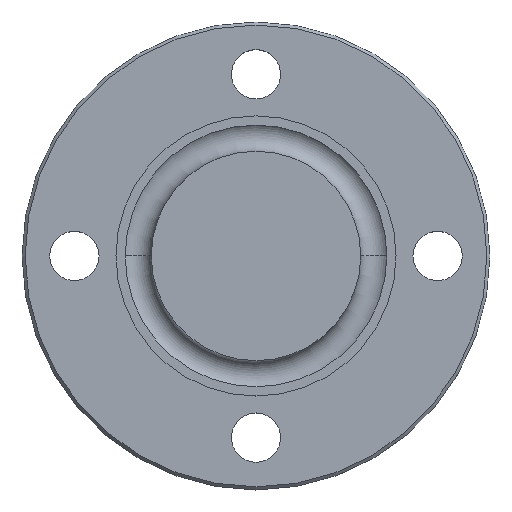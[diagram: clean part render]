
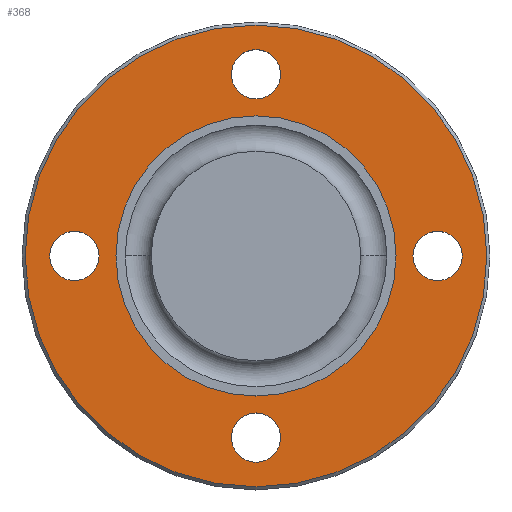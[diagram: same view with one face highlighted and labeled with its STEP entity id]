
A CAD part, top view. The second image highlights one B-rep face of the part: STEP entity #368.
In plain terms, the highlighted planar face has unit normal (0, 0, 1).
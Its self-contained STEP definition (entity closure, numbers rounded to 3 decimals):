
#1 = DIRECTION ( 'NONE',  ( 0., 0., 1. ) ) ;
#6 = VERTEX_POINT ( 'NONE', #654 ) ;
#22 = EDGE_CURVE ( 'NONE', #597, #609, #720, .T. ) ;
#29 = VERTEX_POINT ( 'NONE', #374 ) ;
#30 = CIRCLE ( 'NONE', #128, 4. ) ;
#43 = EDGE_LOOP ( 'NONE', ( #733, #711 ) ) ;
#52 = EDGE_LOOP ( 'NONE', ( #218, #291 ) ) ;
#57 = CIRCLE ( 'NONE', #271, 37.5 ) ;
#58 = CIRCLE ( 'NONE', #536, 37.5 ) ;
#64 = ORIENTED_EDGE ( 'NONE', *, *, #139, .F. ) ;
#79 = DIRECTION ( 'NONE',  ( 0., 1., 0. ) ) ;
#84 = CARTESIAN_POINT ( 'NONE',  ( -29.5, 0., 10. ) ) ;
#100 = ORIENTED_EDGE ( 'NONE', *, *, #719, .F. ) ;
#103 = AXIS2_PLACEMENT_3D ( 'NONE', #460, #135, #701 ) ;
#107 = DIRECTION ( 'NONE',  ( 1., 0., 0. ) ) ;
#112 = EDGE_CURVE ( 'NONE', #548, #633, #30, .T. ) ;
#121 = EDGE_LOOP ( 'NONE', ( #64, #234 ) ) ;
#124 = VERTEX_POINT ( 'NONE', #175 ) ;
#128 = AXIS2_PLACEMENT_3D ( 'NONE', #604, #305, #411 ) ;
#131 = DIRECTION ( 'NONE',  ( 1., 0., 0. ) ) ;
#135 = DIRECTION ( 'NONE',  ( 0., 0., 1. ) ) ;
#138 = FACE_BOUND ( 'NONE', #43, .T. ) ;
#139 = EDGE_CURVE ( 'NONE', #618, #558, #625, .T. ) ;
#149 = AXIS2_PLACEMENT_3D ( 'NONE', #730, #1, #552 ) ;
#152 = EDGE_LOOP ( 'NONE', ( #573, #100 ) ) ;
#154 = CARTESIAN_POINT ( 'NONE',  ( 22.75, 0., 10. ) ) ;
#175 = CARTESIAN_POINT ( 'NONE',  ( -29.5, -4., 10. ) ) ;
#185 = DIRECTION ( 'NONE',  ( 0., 0., 1. ) ) ;
#188 = DIRECTION ( 'NONE',  ( 0., 0., 1. ) ) ;
#200 = FACE_BOUND ( 'NONE', #152, .T. ) ;
#202 = AXIS2_PLACEMENT_3D ( 'NONE', #324, #438, #503 ) ;
#205 = CIRCLE ( 'NONE', #590, 4. ) ;
#218 = ORIENTED_EDGE ( 'NONE', *, *, #640, .F. ) ;
#220 = DIRECTION ( 'NONE',  ( 0., 0., 1. ) ) ;
#226 = CARTESIAN_POINT ( 'NONE',  ( 29.5, 4., 10. ) ) ;
#233 = AXIS2_PLACEMENT_3D ( 'NONE', #468, #188, #406 ) ;
#234 = ORIENTED_EDGE ( 'NONE', *, *, #360, .F. ) ;
#238 = CARTESIAN_POINT ( 'NONE',  ( 0., 29.5, 10. ) ) ;
#241 = FACE_BOUND ( 'NONE', #52, .T. ) ;
#246 = AXIS2_PLACEMENT_3D ( 'NONE', #612, #617, #725 ) ;
#251 = PLANE ( 'NONE',  #600 ) ;
#270 = CIRCLE ( 'NONE', #233, 4. ) ;
#271 = AXIS2_PLACEMENT_3D ( 'NONE', #376, #667, #107 ) ;
#275 = CARTESIAN_POINT ( 'NONE',  ( 4., -29.5, 10. ) ) ;
#285 = CARTESIAN_POINT ( 'NONE',  ( 0., 0., 10. ) ) ;
#291 = ORIENTED_EDGE ( 'NONE', *, *, #509, .F. ) ;
#297 = DIRECTION ( 'NONE',  ( 0., 0., 1. ) ) ;
#304 = ORIENTED_EDGE ( 'NONE', *, *, #643, .T. ) ;
#305 = DIRECTION ( 'NONE',  ( 0., 0., 1. ) ) ;
#315 = CARTESIAN_POINT ( 'NONE',  ( -4., 29.5, 10. ) ) ;
#318 = EDGE_CURVE ( 'NONE', #124, #354, #205, .T. ) ;
#324 = CARTESIAN_POINT ( 'NONE',  ( 0., 0., 10. ) ) ;
#333 = DIRECTION ( 'NONE',  ( 0., 0., 1. ) ) ;
#344 = DIRECTION ( 'NONE',  ( 0., 0., 1. ) ) ;
#349 = FACE_BOUND ( 'NONE', #515, .T. ) ;
#350 = AXIS2_PLACEMENT_3D ( 'NONE', #238, #344, #469 ) ;
#354 = VERTEX_POINT ( 'NONE', #523 ) ;
#356 = CIRCLE ( 'NONE', #149, 22.75 ) ;
#360 = EDGE_CURVE ( 'NONE', #558, #618, #270, .T. ) ;
#368 = ADVANCED_FACE ( 'NONE', ( #138, #349, #591, #241, #200, #592 ), #251, .F. ) ;
#374 = CARTESIAN_POINT ( 'NONE',  ( -37.5, 0., 10. ) ) ;
#376 = CARTESIAN_POINT ( 'NONE',  ( 0., 0., 10. ) ) ;
#377 = VERTEX_POINT ( 'NONE', #721 ) ;
#390 = ORIENTED_EDGE ( 'NONE', *, *, #112, .F. ) ;
#398 = CIRCLE ( 'NONE', #525, 4. ) ;
#406 = DIRECTION ( 'NONE',  ( 0., -1., 0. ) ) ;
#408 = CIRCLE ( 'NONE', #103, 4. ) ;
#411 = DIRECTION ( 'NONE',  ( -1., 0., 0. ) ) ;
#418 = ORIENTED_EDGE ( 'NONE', *, *, #587, .F. ) ;
#420 = DIRECTION ( 'NONE',  ( 0., 0., -1. ) ) ;
#437 = DIRECTION ( 'NONE',  ( 0., -1., 0. ) ) ;
#438 = DIRECTION ( 'NONE',  ( 0., 0., 1. ) ) ;
#460 = CARTESIAN_POINT ( 'NONE',  ( -29.5, 0., 10. ) ) ;
#468 = CARTESIAN_POINT ( 'NONE',  ( 29.5, 0., 10. ) ) ;
#469 = DIRECTION ( 'NONE',  ( 1., 0., 0. ) ) ;
#477 = EDGE_CURVE ( 'NONE', #29, #6, #58, .T. ) ;
#482 = AXIS2_PLACEMENT_3D ( 'NONE', #493, #333, #437 ) ;
#483 = CIRCLE ( 'NONE', #350, 4. ) ;
#493 = CARTESIAN_POINT ( 'NONE',  ( 29.5, 0., 10. ) ) ;
#502 = EDGE_CURVE ( 'NONE', #354, #124, #408, .T. ) ;
#503 = DIRECTION ( 'NONE',  ( 1., 0., 0. ) ) ;
#509 = EDGE_CURVE ( 'NONE', #641, #377, #483, .T. ) ;
#515 = EDGE_LOOP ( 'NONE', ( #418, #390 ) ) ;
#523 = CARTESIAN_POINT ( 'NONE',  ( -29.5, 4., 10. ) ) ;
#525 = AXIS2_PLACEMENT_3D ( 'NONE', #571, #220, #684 ) ;
#528 = ORIENTED_EDGE ( 'NONE', *, *, #477, .T. ) ;
#536 = AXIS2_PLACEMENT_3D ( 'NONE', #285, #297, #131 ) ;
#541 = CARTESIAN_POINT ( 'NONE',  ( 29.5, -4., 10. ) ) ;
#548 = VERTEX_POINT ( 'NONE', #275 ) ;
#552 = DIRECTION ( 'NONE',  ( 1., 0., 0. ) ) ;
#555 = CARTESIAN_POINT ( 'NONE',  ( -22.75, 0., 10. ) ) ;
#558 = VERTEX_POINT ( 'NONE', #226 ) ;
#571 = CARTESIAN_POINT ( 'NONE',  ( 0., -29.5, 10. ) ) ;
#573 = ORIENTED_EDGE ( 'NONE', *, *, #22, .F. ) ;
#587 = EDGE_CURVE ( 'NONE', #633, #548, #398, .T. ) ;
#590 = AXIS2_PLACEMENT_3D ( 'NONE', #84, #185, #79 ) ;
#591 = FACE_BOUND ( 'NONE', #121, .T. ) ;
#592 = FACE_OUTER_BOUND ( 'NONE', #713, .T. ) ;
#597 = VERTEX_POINT ( 'NONE', #154 ) ;
#600 = AXIS2_PLACEMENT_3D ( 'NONE', #715, #420, #659 ) ;
#604 = CARTESIAN_POINT ( 'NONE',  ( 0., -29.5, 10. ) ) ;
#609 = VERTEX_POINT ( 'NONE', #555 ) ;
#612 = CARTESIAN_POINT ( 'NONE',  ( 0., 29.5, 10. ) ) ;
#617 = DIRECTION ( 'NONE',  ( 0., 0., 1. ) ) ;
#618 = VERTEX_POINT ( 'NONE', #541 ) ;
#625 = CIRCLE ( 'NONE', #482, 4. ) ;
#633 = VERTEX_POINT ( 'NONE', #727 ) ;
#640 = EDGE_CURVE ( 'NONE', #377, #641, #658, .T. ) ;
#641 = VERTEX_POINT ( 'NONE', #315 ) ;
#643 = EDGE_CURVE ( 'NONE', #6, #29, #57, .T. ) ;
#654 = CARTESIAN_POINT ( 'NONE',  ( 37.5, 0., 10. ) ) ;
#658 = CIRCLE ( 'NONE', #246, 4. ) ;
#659 = DIRECTION ( 'NONE',  ( -1., 0., 0. ) ) ;
#667 = DIRECTION ( 'NONE',  ( 0., 0., 1. ) ) ;
#684 = DIRECTION ( 'NONE',  ( -1., 0., 0. ) ) ;
#701 = DIRECTION ( 'NONE',  ( 0., 1., 0. ) ) ;
#711 = ORIENTED_EDGE ( 'NONE', *, *, #318, .F. ) ;
#713 = EDGE_LOOP ( 'NONE', ( #528, #304 ) ) ;
#715 = CARTESIAN_POINT ( 'NONE',  ( 0., 37.5, 10. ) ) ;
#719 = EDGE_CURVE ( 'NONE', #609, #597, #356, .T. ) ;
#720 = CIRCLE ( 'NONE', #202, 22.75 ) ;
#721 = CARTESIAN_POINT ( 'NONE',  ( 4., 29.5, 10. ) ) ;
#725 = DIRECTION ( 'NONE',  ( 1., 0., 0. ) ) ;
#727 = CARTESIAN_POINT ( 'NONE',  ( -4., -29.5, 10. ) ) ;
#730 = CARTESIAN_POINT ( 'NONE',  ( 0., 0., 10. ) ) ;
#733 = ORIENTED_EDGE ( 'NONE', *, *, #502, .F. ) ;
